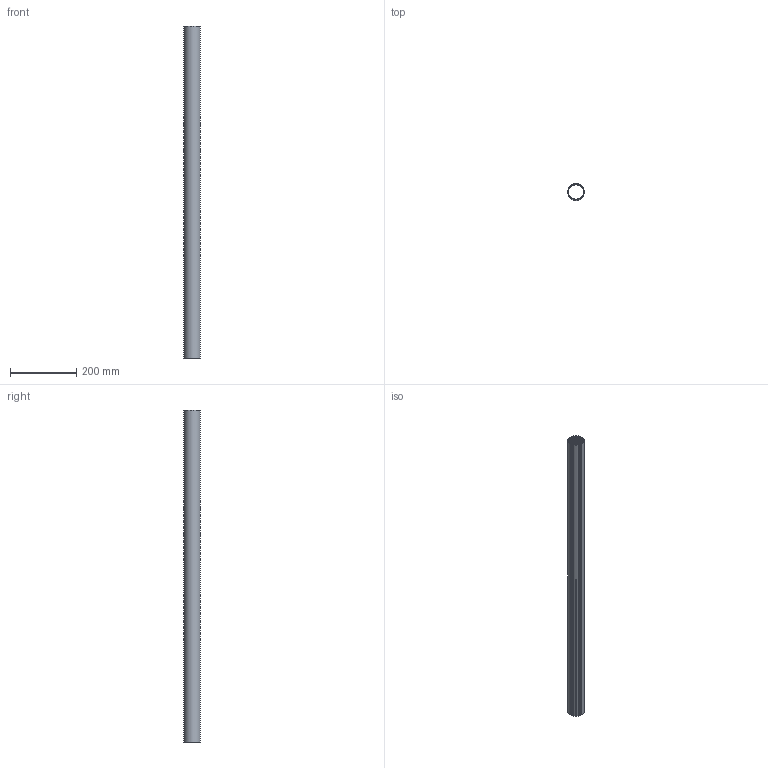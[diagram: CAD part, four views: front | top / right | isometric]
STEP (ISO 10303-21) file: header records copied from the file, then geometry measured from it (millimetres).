
FILE_DESCRIPTION(/* description */ (''),/* implementation_level */ '2;1');
FILE_NAME(/* name */ '10532_KriTec_Rohr_D50_Kunststoff_fuer_Transportrolle_TR50_Lagersatz.stp',/* time_stamp */ '2018-05-03T10:11:23+02:00',/* author */ ('kostic'),/* organization */ (''),/* preprocessor_version */ 'ST-DEVELOPER v16.1',/* originating_system */ 'Autodesk Inventor 2016',/* authorisation */ '');
FILE_SCHEMA (('AUTOMOTIVE_DESIGN { 1 0 10303 214 3 1 1 }'));
Length unit declared in the file: millimetre
Products named in the file (1): 10532_KriTec_Rohr_D50_Kunststoff_fuer_Transportrolle_TR50_Lagersatz
Bounding box: 50 x 50 x 1000 mm (x, y, z)
Volume: 280132.6 mm3; surface area: 348247.1 mm2
Topology: 1 solids, 1 shells, 51 faces, 147 edges, 98 vertices
Faces by surface type: cylinder 49, plane 2
Full cylindrical faces by diameter (mm): 50 x1
Entity records: 1820 total; most frequent: DIRECTION 348, CARTESIAN_POINT 296, ORIENTED_EDGE 292, AXIS2_PLACEMENT_3D 150, EDGE_CURVE 146, CIRCLE 98, VERTEX_POINT 98, EDGE_LOOP 54
